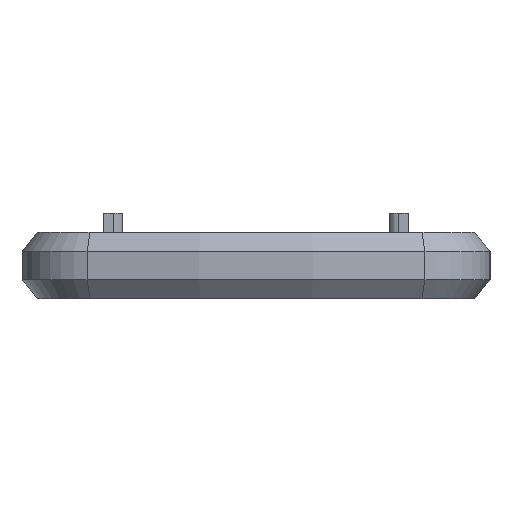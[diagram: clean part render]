
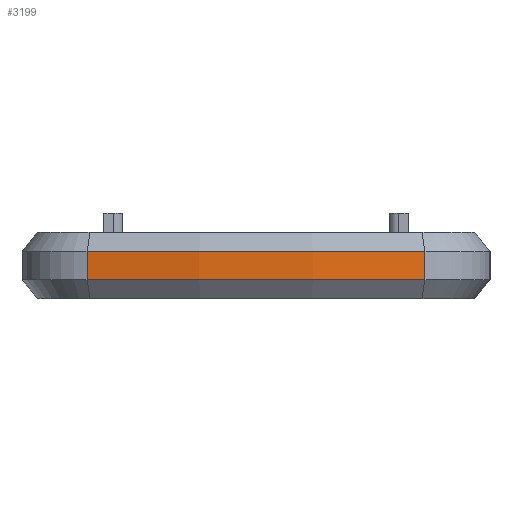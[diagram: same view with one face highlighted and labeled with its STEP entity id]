
A CAD part, left-side view. The second image highlights one B-rep face of the part: STEP entity #3199.
In plain terms, the highlighted cylindrical face has radius 43.3 mm (diameter 86.6 mm), a partial arc.
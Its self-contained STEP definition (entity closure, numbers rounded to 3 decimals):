
#437=CARTESIAN_POINT('',(-3.426,89.591,-2.5));
#438=VERTEX_POINT('',#437);
#470=CARTESIAN_POINT('',(-3.426,71.826,-2.5));
#471=VERTEX_POINT('',#470);
#472=CARTESIAN_POINT('',(38.953,80.708,-2.5));
#473=DIRECTION('',(0.0,0.0,1.0));
#474=DIRECTION('',(1.0,0.0,0.0));
#475=AXIS2_PLACEMENT_3D('',#472,#473,#474);
#476=CIRCLE('',#475,43.3);
#477=EDGE_CURVE('',#438,#471,#476,.T.);
#503=CARTESIAN_POINT('',(-3.426,71.826,-1.));
#504=VERTEX_POINT('',#503);
#569=CARTESIAN_POINT('',(-3.426,89.591,-1.));
#570=VERTEX_POINT('',#569);
#571=CARTESIAN_POINT('',(38.953,80.708,-1.));
#572=DIRECTION('',(0.0,0.0,-1.0));
#573=DIRECTION('',(1.0,0.0,0.0));
#574=AXIS2_PLACEMENT_3D('',#571,#572,#573);
#575=CIRCLE('',#574,43.3);
#576=EDGE_CURVE('',#504,#570,#575,.T.);
#3174=CARTESIAN_POINT('',(-3.426,89.591,-1.));
#3175=DIRECTION('',(0.0,0.0,-1.0));
#3176=VECTOR('',#3175,1.5);
#3177=LINE('',#3174,#3176);
#3178=EDGE_CURVE('',#570,#438,#3177,.T.);
#3183=CARTESIAN_POINT('',(38.953,80.708,0.0));
#3184=DIRECTION('',(0.0,0.0,-1.0));
#3185=DIRECTION('',(1.0,0.0,0.0));
#3186=AXIS2_PLACEMENT_3D('',#3183,#3184,#3185);
#3187=CYLINDRICAL_SURFACE('',#3186,43.3);
#3188=ORIENTED_EDGE('',*,*,#576,.T.);
#3189=ORIENTED_EDGE('',*,*,#3178,.T.);
#3190=ORIENTED_EDGE('',*,*,#477,.T.);
#3191=CARTESIAN_POINT('',(-3.426,71.826,-1.));
#3192=DIRECTION('',(0.0,0.0,-1.0));
#3193=VECTOR('',#3192,1.5);
#3194=LINE('',#3191,#3193);
#3195=EDGE_CURVE('',#504,#471,#3194,.T.);
#3196=ORIENTED_EDGE('',*,*,#3195,.F.);
#3197=EDGE_LOOP('',(#3188,#3189,#3190,#3196));
#3198=FACE_OUTER_BOUND('',#3197,.T.);
#3199=ADVANCED_FACE('',(#3198),#3187,.T.);
